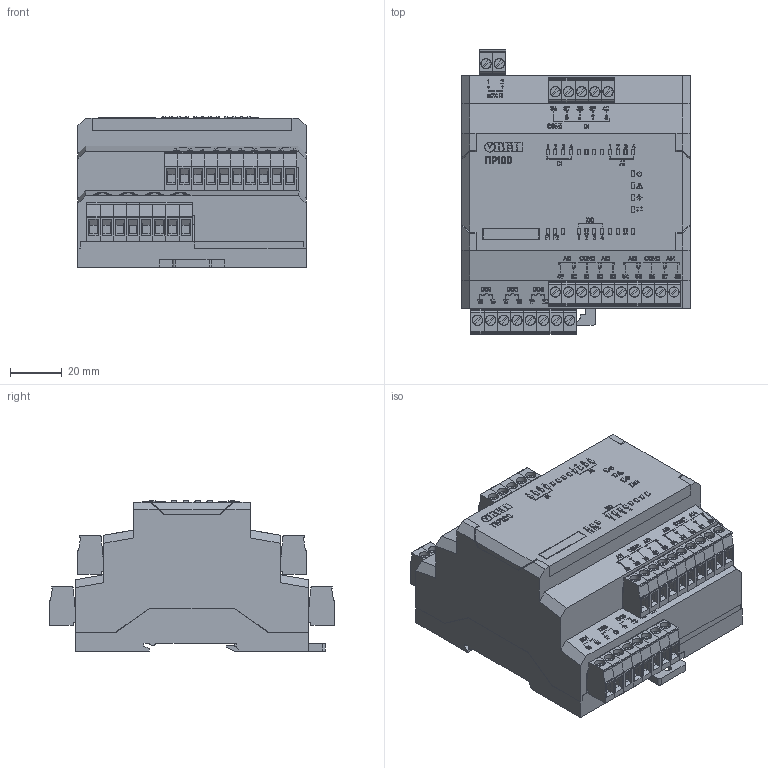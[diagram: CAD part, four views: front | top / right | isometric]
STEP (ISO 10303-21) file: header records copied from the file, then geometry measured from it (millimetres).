
FILE_DESCRIPTION (( 'STEP AP214' ), '1' );
FILE_NAME ('3D 沓麧錪 玿100-24.0804.STEP', '2019-03-11T14:23:44', ( '' ), ( '' ), 'SwSTEP 2.0', 'SolidWorks 2015', '' );
FILE_SCHEMA (( 'AUTOMOTIVE_DESIGN' ));
Length unit declared in the file: millimetre
Products named in the file (12): Ðàçúåì øòåêåðíûé íà ïëàòó 5.08; 抔樦憵 2-5,08; 扻豵鵨 玿-100; MicroUSB_00; 婰膲僗闉 玿200; Ðàçúåì øòåêåðíûé 2-5.08; 扻豵鵨 玿100-24.0804; 3D 沓麧錪 玿100-24.0804; ﾊ濱ﾏﾐ100-24.0804; 冓踖樦_8_00; DIP-ïåðåêëþ÷àòåëü 1ïîç; 抔樦憵 2edgk-5,08-1p
Assembly tree (41 placements, depth 3):
  3D 沓麧錪 玿100-24.0804
    扻豵鵨 玿100-24.0804
    扻豵鵨 玿-100
    婰膲僗闉 玿200
    Ðàçúåì øòåêåðíûé 2-5.08  x10
      Ðàçúåì øòåêåðíûé íà ïëàòó 5.08
    抔樦憵 2-5,08  x10
      抔樦憵 2edgk-5,08-1p
    ﾊ濱ﾏﾐ100-24.0804
    DIP-ïåðåêëþ÷àòåëü 1ïîç
    冓踖樦_8_00
    MicroUSB_00
    Ðàçúåì øòåêåðíûé íà ïëàòó 5.08  x5
    抔樦憵 2edgk-5,08-1p  x5
Bounding box: 88 x 109.7 x 58 mm (x, y, z)
Volume: 157937.6 mm3; surface area: 107897.8 mm2
Topology: 58 solids, 58 shells, 7004 faces, 19028 edges, 12634 vertices
Faces by surface type: plane 5045, bspline 1557, cylinder 377, cone 25
Full cylindrical faces by diameter (mm): 1.4 x25, 2 x4, 2.8 x50, 3.8 x25, 4 x25
Entity records: 206967 total; most frequent: CARTESIAN_POINT 48144, ORIENTED_EDGE 26802, DIRECTION 16865, EDGE_CURVE 13401, VECTOR 10135, LINE 10135, VERTEX_POINT 8984, EDGE_LOOP 5125
